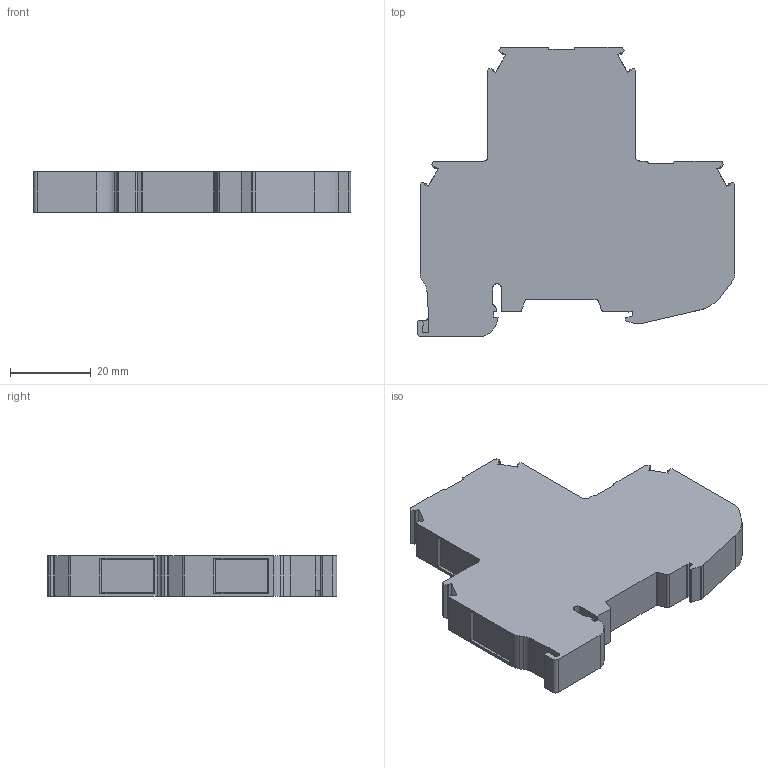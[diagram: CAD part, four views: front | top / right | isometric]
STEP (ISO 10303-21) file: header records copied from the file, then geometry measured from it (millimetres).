
FILE_DESCRIPTION (( 'STEP AP214' ), '1' );
FILE_NAME ('319909_PIK 10 N_Grey.STP', '2013-11-12T12:13:41', ( 'arge' ), ( 'Microsoft' ), 'SwSTEP 2.0', 'SolidWorks 2013', '' );
FILE_SCHEMA (( 'AUTOMOTIVE_DESIGN' ));
Length unit declared in the file: millimetre
Products named in the file (1): 319909_PIK 10 N_Grey
Bounding box: 78.64 x 71.7 x 10 mm (x, y, z)
Volume: 41653.3 mm3; surface area: 16621.3 mm2
Topology: 11 solids, 11 shells, 1079 faces, 2834 edges, 1817 vertices
Faces by surface type: plane 781, cylinder 262, torus 20, cone 16
Entity records: 44939 total; most frequent: CARTESIAN_POINT 6071, ORIENTED_EDGE 5668, DIRECTION 5486, EDGE_CURVE 2834, VECTOR 2194, LINE 2194, VERTEX_POINT 1817, AXIS2_PLACEMENT_3D 1646
